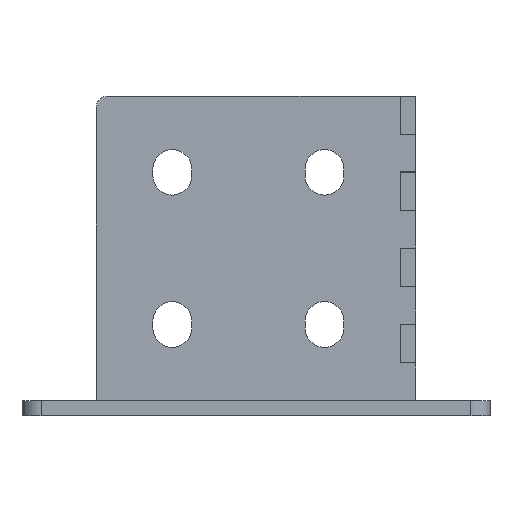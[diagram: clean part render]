
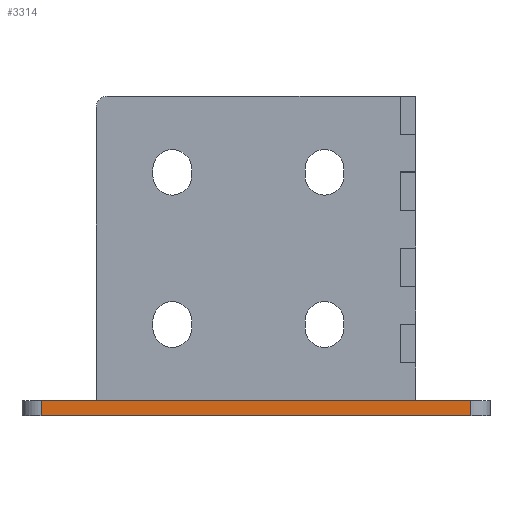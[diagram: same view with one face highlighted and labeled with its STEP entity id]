
A CAD part, left-side view. The second image highlights one B-rep face of the part: STEP entity #3314.
In plain terms, the highlighted planar face has unit normal (-1, 0, 0).
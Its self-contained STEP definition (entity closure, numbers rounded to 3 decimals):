
#146 = LINE ( 'NONE', #4097, #1716 ) ;
#174 = VECTOR ( 'NONE', #4055, 1000. ) ;
#197 = VERTEX_POINT ( 'NONE', #4071 ) ;
#363 = CARTESIAN_POINT ( 'NONE',  ( -62., -61.5, 4. ) ) ;
#548 = VERTEX_POINT ( 'NONE', #3372 ) ;
#580 = EDGE_CURVE ( 'NONE', #2884, #548, #146, .T. ) ;
#608 = LINE ( 'NONE', #1946, #3664 ) ;
#1035 = DIRECTION ( 'NONE',  ( 0., 0., -1. ) ) ;
#1088 = CARTESIAN_POINT ( 'NONE',  ( -62., 56.5, 0. ) ) ;
#1134 = DIRECTION ( 'NONE',  ( 0., -1., 0. ) ) ;
#1163 = ORIENTED_EDGE ( 'NONE', *, *, #580, .T. ) ;
#1629 = VECTOR ( 'NONE', #1862, 1000. ) ;
#1716 = VECTOR ( 'NONE', #1134, 1000. ) ;
#1762 = CARTESIAN_POINT ( 'NONE',  ( -62., -56.5, 4. ) ) ;
#1862 = DIRECTION ( 'NONE',  ( 0., -1., 0. ) ) ;
#1883 = LINE ( 'NONE', #2838, #1629 ) ;
#1931 = DIRECTION ( 'NONE',  ( 0., 0., 1. ) ) ;
#1946 = CARTESIAN_POINT ( 'NONE',  ( -62., -56.5, 4. ) ) ;
#2379 = DIRECTION ( 'NONE',  ( 1., 0., 0. ) ) ;
#2407 = FACE_OUTER_BOUND ( 'NONE', #4015, .T. ) ;
#2522 = EDGE_CURVE ( 'NONE', #197, #2884, #3415, .T. ) ;
#2644 = EDGE_CURVE ( 'NONE', #197, #3327, #1883, .T. ) ;
#2746 = CARTESIAN_POINT ( 'NONE',  ( -62., 56.5, 4. ) ) ;
#2763 = EDGE_CURVE ( 'NONE', #548, #3327, #608, .T. ) ;
#2838 = CARTESIAN_POINT ( 'NONE',  ( -62., -61.5, 4. ) ) ;
#2884 = VERTEX_POINT ( 'NONE', #1088 ) ;
#2978 = ORIENTED_EDGE ( 'NONE', *, *, #2763, .T. ) ;
#3314 = ADVANCED_FACE ( 'NONE', ( #2407 ), #3677, .F. ) ;
#3327 = VERTEX_POINT ( 'NONE', #1762 ) ;
#3372 = CARTESIAN_POINT ( 'NONE',  ( -62., -56.5, 0. ) ) ;
#3415 = LINE ( 'NONE', #2746, #174 ) ;
#3664 = VECTOR ( 'NONE', #1931, 1000. ) ;
#3677 = PLANE ( 'NONE',  #4282 ) ;
#4015 = EDGE_LOOP ( 'NONE', ( #1163, #2978, #4229, #4082 ) ) ;
#4055 = DIRECTION ( 'NONE',  ( 0., 0., -1. ) ) ;
#4071 = CARTESIAN_POINT ( 'NONE',  ( -62., 56.5, 4. ) ) ;
#4082 = ORIENTED_EDGE ( 'NONE', *, *, #2522, .T. ) ;
#4097 = CARTESIAN_POINT ( 'NONE',  ( -62., -61.5, 0. ) ) ;
#4229 = ORIENTED_EDGE ( 'NONE', *, *, #2644, .F. ) ;
#4282 = AXIS2_PLACEMENT_3D ( 'NONE', #363, #2379, #1035 ) ;
